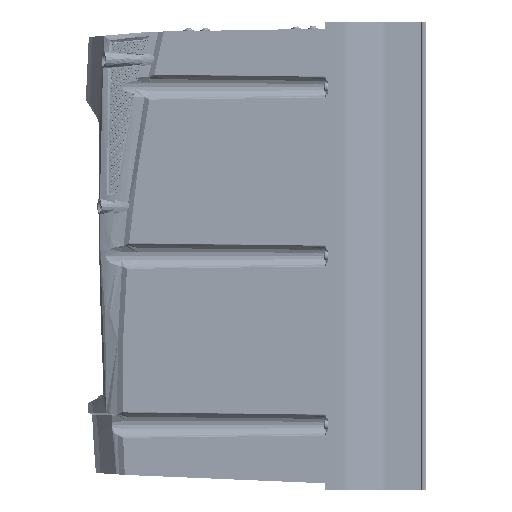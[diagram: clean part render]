
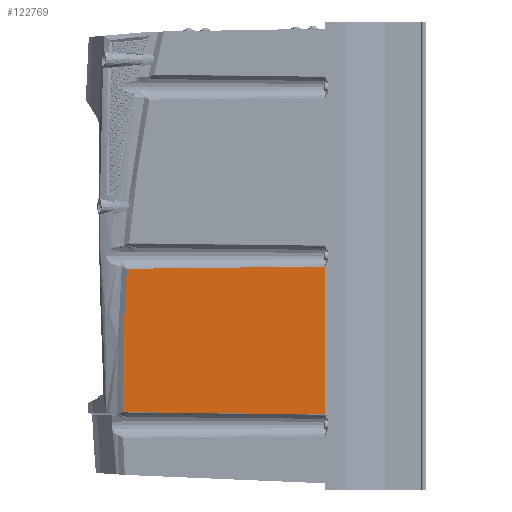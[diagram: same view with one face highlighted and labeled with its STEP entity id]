
A CAD part, left-side view. The second image highlights one B-rep face of the part: STEP entity #122769.
In plain terms, the highlighted planar face has unit normal (-1, 0.018, 0).
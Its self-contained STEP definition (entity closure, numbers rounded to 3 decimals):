
#10527 = CARTESIAN_POINT ( 'NONE',  ( -107.221, 231.689, -28.201 ) ) ;
#15264 = CARTESIAN_POINT ( 'NONE',  ( -107.186, 233.661, -120.112 ) ) ;
#16167 = EDGE_CURVE ( 'NONE', #242920, #73329, #26537, .T. ) ;
#20306 = CARTESIAN_POINT ( 'NONE',  ( -107.186, 233.661, -120.112 ) ) ;
#26050 = CARTESIAN_POINT ( 'NONE',  ( -108.131, 179.514, -9.321 ) ) ;
#26537 = B_SPLINE_CURVE_WITH_KNOTS ( 'NONE', 3,
 ( #20306, #80005, #178428, #158976 ),
 .UNSPECIFIED., .F., .F.,
 ( 4, 4 ),
 ( 0., 0.156 ),
 .UNSPECIFIED. ) ;
#29534 = B_SPLINE_CURVE_WITH_KNOTS ( 'NONE', 3,
 ( #52065, #10527, #168598, #252734, #111642, #50775 ),
 .UNSPECIFIED., .F., .F.,
 ( 4, 2, 4 ),
 ( 0.003, 0.5, 0.997 ),
 .UNSPECIFIED. ) ;
#37167 = ORIENTED_EDGE ( 'NONE', *, *, #16167, .T. ) ;
#39363 = ORIENTED_EDGE ( 'NONE', *, *, #188164, .T. ) ;
#40673 = ORIENTED_EDGE ( 'NONE', *, *, #167384, .T. ) ;
#44684 = DIRECTION ( 'NONE',  ( -1., 0.017, 0. ) ) ;
#44754 = VECTOR ( 'NONE', #57107, 1000. ) ;
#50775 = CARTESIAN_POINT ( 'NONE',  ( -107.186, 233.664, -120.073 ) ) ;
#52065 = CARTESIAN_POINT ( 'NONE',  ( -107.245, 230.279, -9.874 ) ) ;
#57107 = DIRECTION ( 'NONE',  ( 0., 0., 1. ) ) ;
#61374 = CARTESIAN_POINT ( 'NONE',  ( -107.245, 230.276, -9.853 ) ) ;
#67947 = CARTESIAN_POINT ( 'NONE',  ( -110.001, 72.413, -180. ) ) ;
#68355 = B_SPLINE_CURVE_WITH_KNOTS ( 'NONE', 3,
 ( #207369, #145274, #26050, #246223 ),
 .UNSPECIFIED., .F., .F.,
 ( 4, 4 ),
 ( 0., 0.152 ),
 .UNSPECIFIED. ) ;
#71374 = ORIENTED_EDGE ( 'NONE', *, *, #249489, .T. ) ;
#73329 = VERTEX_POINT ( 'NONE', #220020 ) ;
#74499 = ORIENTED_EDGE ( 'NONE', *, *, #245318, .T. ) ;
#80005 = CARTESIAN_POINT ( 'NONE',  ( -108.092, 181.77, -120.653 ) ) ;
#81642 = CARTESIAN_POINT ( 'NONE',  ( -109.903, 77.991, -180. ) ) ;
#82950 = EDGE_LOOP ( 'NONE', ( #74499, #39363, #37167, #40673, #71374, #127600 ) ) ;
#84828 = VERTEX_POINT ( 'NONE', #232543 ) ;
#88879 = VERTEX_POINT ( 'NONE', #95171 ) ;
#95171 = CARTESIAN_POINT ( 'NONE',  ( -107.186, 233.664, -120.073 ) ) ;
#100419 = CARTESIAN_POINT ( 'NONE',  ( -107.245, 230.276, -9.853 ) ) ;
#106826 = FACE_OUTER_BOUND ( 'NONE', #82950, .T. ) ;
#111642 = CARTESIAN_POINT ( 'NONE',  ( -107.181, 233.947, -101.694 ) ) ;
#122769 = ADVANCED_FACE ( 'NONE', ( #106826 ), #184528, .T. ) ;
#127600 = ORIENTED_EDGE ( 'NONE', *, *, #187606, .T. ) ;
#133831 = VERTEX_POINT ( 'NONE', #61374 ) ;
#138005 = CARTESIAN_POINT ( 'NONE',  ( -107.245, 230.277, -9.86 ) ) ;
#143434 = VERTEX_POINT ( 'NONE', #238239 ) ;
#145274 = CARTESIAN_POINT ( 'NONE',  ( -109.017, 128.752, -8.749 ) ) ;
#155460 = B_SPLINE_CURVE_WITH_KNOTS ( 'NONE', 3,
 ( #231632, #170796, #210925, #15264 ),
 .UNSPECIFIED., .F., .F.,
 ( 4, 4 ),
 ( 0., 0. ),
 .UNSPECIFIED. ) ;
#156778 = LINE ( 'NONE', #81642, #44754 ) ;
#158684 = B_SPLINE_CURVE_WITH_KNOTS ( 'NONE', 3,
 ( #100419, #138005, #198836, #193702 ),
 .UNSPECIFIED., .F., .F.,
 ( 4, 4 ),
 ( 0., 0. ),
 .UNSPECIFIED. ) ;
#158976 = CARTESIAN_POINT ( 'NONE',  ( -109.903, 77.991, -121.897 ) ) ;
#167384 = EDGE_CURVE ( 'NONE', #73329, #143434, #156778, .T. ) ;
#168598 = CARTESIAN_POINT ( 'NONE',  ( -107.203, 232.677, -46.555 ) ) ;
#170796 = CARTESIAN_POINT ( 'NONE',  ( -107.186, 233.664, -120.086 ) ) ;
#178428 = CARTESIAN_POINT ( 'NONE',  ( -108.998, 129.88, -121.237 ) ) ;
#184528 = PLANE ( 'NONE',  #256311 ) ;
#185785 = DIRECTION ( 'NONE',  ( 0.017, 1., 0. ) ) ;
#187606 = EDGE_CURVE ( 'NONE', #133831, #84828, #158684, .T. ) ;
#188164 = EDGE_CURVE ( 'NONE', #88879, #242920, #155460, .T. ) ;
#193702 = CARTESIAN_POINT ( 'NONE',  ( -107.245, 230.279, -9.874 ) ) ;
#198836 = CARTESIAN_POINT ( 'NONE',  ( -107.245, 230.278, -9.867 ) ) ;
#207369 = CARTESIAN_POINT ( 'NONE',  ( -109.903, 77.991, -8.103 ) ) ;
#210925 = CARTESIAN_POINT ( 'NONE',  ( -107.186, 233.663, -120.099 ) ) ;
#220020 = CARTESIAN_POINT ( 'NONE',  ( -109.903, 77.991, -121.897 ) ) ;
#231632 = CARTESIAN_POINT ( 'NONE',  ( -107.186, 233.664, -120.073 ) ) ;
#232543 = CARTESIAN_POINT ( 'NONE',  ( -107.245, 230.279, -9.874 ) ) ;
#238239 = CARTESIAN_POINT ( 'NONE',  ( -109.903, 77.991, -8.103 ) ) ;
#242920 = VERTEX_POINT ( 'NONE', #243774 ) ;
#243774 = CARTESIAN_POINT ( 'NONE',  ( -107.186, 233.661, -120.112 ) ) ;
#245318 = EDGE_CURVE ( 'NONE', #84828, #88879, #29534, .T. ) ;
#246223 = CARTESIAN_POINT ( 'NONE',  ( -107.245, 230.276, -9.853 ) ) ;
#249489 = EDGE_CURVE ( 'NONE', #143434, #133831, #68355, .T. ) ;
#252734 = CARTESIAN_POINT ( 'NONE',  ( -107.184, 233.806, -83.314 ) ) ;
#256311 = AXIS2_PLACEMENT_3D ( 'NONE', #67947, #44684, #185785 ) ;
